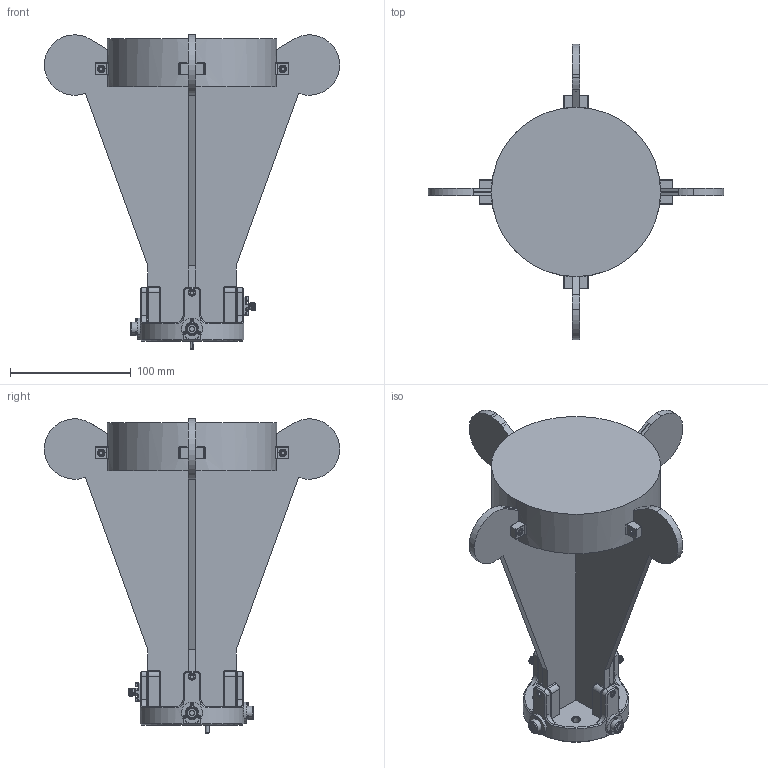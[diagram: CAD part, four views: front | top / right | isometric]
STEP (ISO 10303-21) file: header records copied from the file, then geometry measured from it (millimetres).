
FILE_DESCRIPTION (( 'STEP AP203' ), '1' );
FILE_NAME ('DMAV-CS-131-1.STEP', '2025-11-26T19:06:28', ( '' ), ( '' ), 'SwSTEP 2.0', 'SolidWorks 2021', '' );
FILE_SCHEMA (( 'CONFIG_CONTROL_DESIGN' ));
Length unit declared in the file: inch
Products named in the file (1): DMAV-CS-131-1
Bounding box: 244.25 x 244.25 x 260.05 mm (x, y, z)
Volume: 1041431.1 mm3; surface area: 181018 mm2
Topology: 1 solids, 1 shells, 1237 faces, 2716 edges, 1581 vertices
Faces by surface type: plane 527, cone 444, cylinder 226, bspline 24, torus 16
Entity records: 37449 total; most frequent: CARTESIAN_POINT 10597, DIRECTION 5671, ORIENTED_EDGE 5428, EDGE_CURVE 2714, AXIS2_PLACEMENT_3D 2150, VERTEX_POINT 1581, LINE 1371, VECTOR 1371
